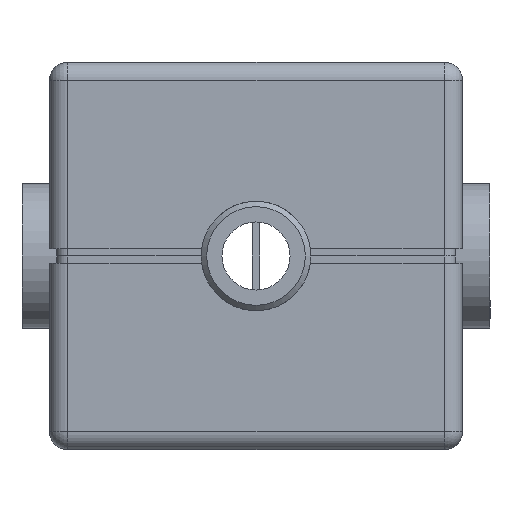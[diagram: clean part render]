
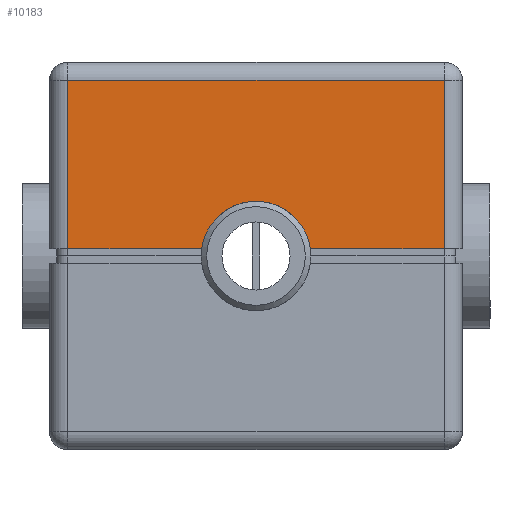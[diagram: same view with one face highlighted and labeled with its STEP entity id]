
A CAD part, front view. The second image highlights one B-rep face of the part: STEP entity #10183.
In plain terms, the highlighted planar face has unit normal (0, -1, 0).
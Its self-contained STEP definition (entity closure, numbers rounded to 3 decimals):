
#902=CIRCLE('',#11191,15.);
#1491=FACE_OUTER_BOUND('',#2099,.T.);
#2099=EDGE_LOOP('',(#8252,#8253,#8254,#8255,#8256,#8257));
#3005=LINE('',#17517,#3873);
#3006=LINE('',#17519,#3874);
#3007=LINE('',#17521,#3875);
#3008=LINE('',#17523,#3876);
#3009=LINE('',#17524,#3877);
#3873=VECTOR('',#13619,1000.);
#3874=VECTOR('',#13620,1000.);
#3875=VECTOR('',#13621,1000.);
#3876=VECTOR('',#13622,1000.);
#3877=VECTOR('',#13623,1000.);
#4682=VERTEX_POINT('',#16762);
#4683=VERTEX_POINT('',#16764);
#4844=VERTEX_POINT('',#17516);
#4845=VERTEX_POINT('',#17518);
#4846=VERTEX_POINT('',#17520);
#4847=VERTEX_POINT('',#17522);
#5852=EDGE_CURVE('',#4682,#4683,#902,.T.);
#6077=EDGE_CURVE('',#4844,#4682,#3005,.T.);
#6078=EDGE_CURVE('',#4844,#4845,#3006,.T.);
#6079=EDGE_CURVE('',#4845,#4846,#3007,.T.);
#6080=EDGE_CURVE('',#4846,#4847,#3008,.T.);
#6081=EDGE_CURVE('',#4683,#4847,#3009,.T.);
#8252=ORIENTED_EDGE('',*,*,#6077,.F.);
#8253=ORIENTED_EDGE('',*,*,#6078,.T.);
#8254=ORIENTED_EDGE('',*,*,#6079,.T.);
#8255=ORIENTED_EDGE('',*,*,#6080,.T.);
#8256=ORIENTED_EDGE('',*,*,#6081,.F.);
#8257=ORIENTED_EDGE('',*,*,#5852,.F.);
#9741=PLANE('',#11295);
#10183=ADVANCED_FACE('',(#1491),#9741,.F.);
#11191=AXIS2_PLACEMENT_3D('',#16765,#13292,#13293);
#11295=AXIS2_PLACEMENT_3D('',#17515,#13617,#13618);
#13292=DIRECTION('center_axis',(0.,-1.,0.));
#13293=DIRECTION('ref_axis',(0.,0.,-1.));
#13617=DIRECTION('center_axis',(0.,1.,0.));
#13618=DIRECTION('ref_axis',(0.,0.,1.));
#13619=DIRECTION('',(-1.,0.,0.));
#13620=DIRECTION('',(0.,0.,1.));
#13621=DIRECTION('',(-1.,0.,0.));
#13622=DIRECTION('',(0.,0.,-1.));
#13623=DIRECTION('',(-1.,0.,0.));
#16762=CARTESIAN_POINT('',(14.866,-184.,6.));
#16764=CARTESIAN_POINT('',(-14.866,-184.,6.));
#16765=CARTESIAN_POINT('Origin',(0.,-184.,4.));
#17515=CARTESIAN_POINT('Origin',(-51.5,-184.,52.));
#17516=CARTESIAN_POINT('',(51.5,-184.,6.));
#17517=CARTESIAN_POINT('',(51.5,-184.,6.));
#17518=CARTESIAN_POINT('',(51.5,-184.,52.));
#17519=CARTESIAN_POINT('',(51.5,-184.,52.));
#17520=CARTESIAN_POINT('',(-51.5,-184.,52.));
#17521=CARTESIAN_POINT('',(-51.5,-184.,52.));
#17522=CARTESIAN_POINT('',(-51.5,-184.,6.));
#17523=CARTESIAN_POINT('',(-51.5,-184.,52.));
#17524=CARTESIAN_POINT('',(51.5,-184.,6.));
